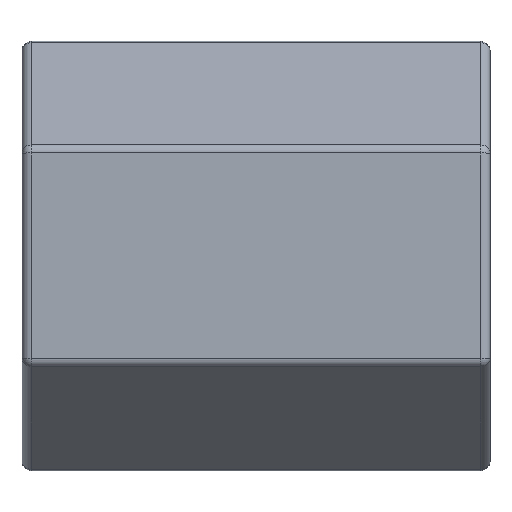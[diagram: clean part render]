
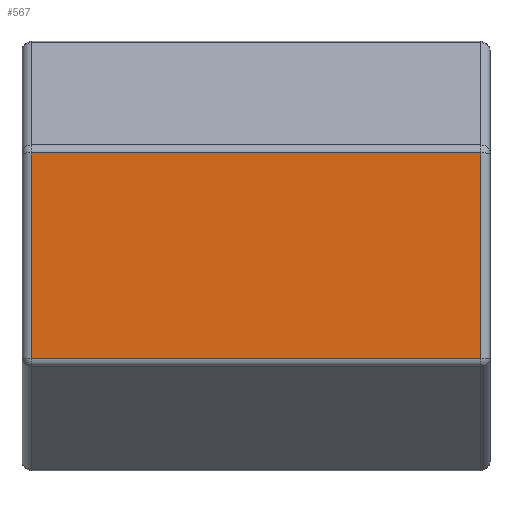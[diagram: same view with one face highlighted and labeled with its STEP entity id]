
A CAD part, top view. The second image highlights one B-rep face of the part: STEP entity #567.
In plain terms, the highlighted planar face has unit normal (0, 0, 1).
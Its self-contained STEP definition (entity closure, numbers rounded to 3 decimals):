
#10 = AXIS2_PLACEMENT_3D ( 'NONE', #1167, #1172, #1176 ) ;
#24 = DIRECTION ( 'NONE',  ( -1., 0., 0. ) ) ;
#148 = CARTESIAN_POINT ( 'NONE',  ( 4.9, 1.155, 2. ) ) ;
#158 = DIRECTION ( 'NONE',  ( 0., 1., 0. ) ) ;
#193 = CARTESIAN_POINT ( 'NONE',  ( 5., 1.097, 2. ) ) ;
#273 = VECTOR ( 'NONE', #337, 1000. ) ;
#275 = VECTOR ( 'NONE', #342, 1000. ) ;
#288 = LINE ( 'NONE', #351, #273 ) ;
#292 = LINE ( 'NONE', #366, #275 ) ;
#299 = EDGE_CURVE ( 'NONE', #667, #464, #292, .T. ) ;
#303 = EDGE_CURVE ( 'NONE', #857, #667, #288, .T. ) ;
#324 = LINE ( 'NONE', #148, #971 ) ;
#333 = VECTOR ( 'NONE', #24, 1000. ) ;
#337 = DIRECTION ( 'NONE',  ( 0., -1., 0. ) ) ;
#342 = DIRECTION ( 'NONE',  ( 1., 0., 0. ) ) ;
#351 = CARTESIAN_POINT ( 'NONE',  ( 0.1, 1.155, 2. ) ) ;
#366 = CARTESIAN_POINT ( 'NONE',  ( 5., -1.097, 2. ) ) ;
#383 = FACE_OUTER_BOUND ( 'NONE', #740, .T. ) ;
#417 = ORIENTED_EDGE ( 'NONE', *, *, #472, .T. ) ;
#420 = CARTESIAN_POINT ( 'NONE',  ( 0.1, -1.097, 2. ) ) ;
#464 = VERTEX_POINT ( 'NONE', #1163 ) ;
#467 = EDGE_CURVE ( 'NONE', #864, #857, #1076, .T. ) ;
#472 = EDGE_CURVE ( 'NONE', #464, #864, #324, .T. ) ;
#526 = ORIENTED_EDGE ( 'NONE', *, *, #299, .T. ) ;
#561 = CARTESIAN_POINT ( 'NONE',  ( 0.1, 1.097, 2. ) ) ;
#567 = ADVANCED_FACE ( 'NONE', ( #383 ), #1146, .F. ) ;
#598 = ORIENTED_EDGE ( 'NONE', *, *, #467, .T. ) ;
#667 = VERTEX_POINT ( 'NONE', #420 ) ;
#740 = EDGE_LOOP ( 'NONE', ( #840, #526, #417, #598 ) ) ;
#840 = ORIENTED_EDGE ( 'NONE', *, *, #303, .T. ) ;
#857 = VERTEX_POINT ( 'NONE', #561 ) ;
#864 = VERTEX_POINT ( 'NONE', #973 ) ;
#971 = VECTOR ( 'NONE', #158, 1000. ) ;
#973 = CARTESIAN_POINT ( 'NONE',  ( 4.9, 1.097, 2. ) ) ;
#1076 = LINE ( 'NONE', #193, #333 ) ;
#1146 = PLANE ( 'NONE',  #10 ) ;
#1163 = CARTESIAN_POINT ( 'NONE',  ( 4.9, -1.097, 2. ) ) ;
#1167 = CARTESIAN_POINT ( 'NONE',  ( 5., 1.155, 2. ) ) ;
#1172 = DIRECTION ( 'NONE',  ( 0., 0., -1. ) ) ;
#1176 = DIRECTION ( 'NONE',  ( 0., 1., 0. ) ) ;
